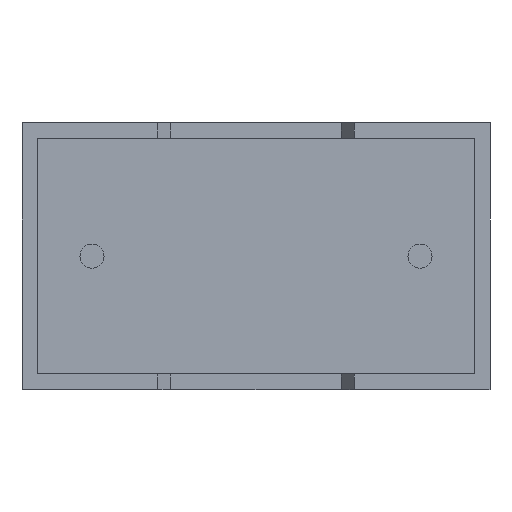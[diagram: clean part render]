
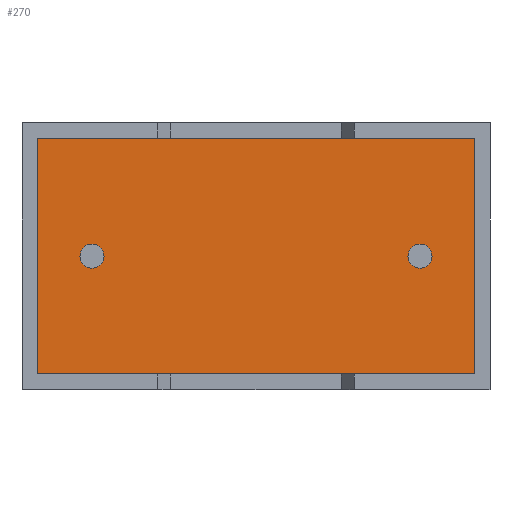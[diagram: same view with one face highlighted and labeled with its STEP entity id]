
A CAD part, front view. The second image highlights one B-rep face of the part: STEP entity #270.
In plain terms, the highlighted planar face has unit normal (0, -1, 0).
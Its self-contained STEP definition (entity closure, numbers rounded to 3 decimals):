
#30 = EDGE_CURVE ( 'NONE', #2092, #2626, #2869, .T. ) ;
#39 = EDGE_CURVE ( 'NONE', #1087, #185, #2106, .T. ) ;
#46 = AXIS2_PLACEMENT_3D ( 'NONE', #191, #472, #1166 ) ;
#62 = AXIS2_PLACEMENT_3D ( 'NONE', #1376, #2309, #195 ) ;
#114 = DIRECTION ( 'NONE',  ( 0., 0., -1. ) ) ;
#183 = VERTEX_POINT ( 'NONE', #2254 ) ;
#185 = VERTEX_POINT ( 'NONE', #353 ) ;
#191 = CARTESIAN_POINT ( 'NONE',  ( 0., 0.75, 0. ) ) ;
#195 = DIRECTION ( 'NONE',  ( 0., 0., -1. ) ) ;
#270 = ADVANCED_FACE ( 'NONE', ( #2945, #915, #1392 ), #1620, .T. ) ;
#331 = CARTESIAN_POINT ( 'NONE',  ( 10.343, 0.75, 5.743 ) ) ;
#353 = CARTESIAN_POINT ( 'NONE',  ( 10.343, 0.75, 0.357 ) ) ;
#472 = DIRECTION ( 'NONE',  ( 0., -1., 0. ) ) ;
#589 = VERTEX_POINT ( 'NONE', #1987 ) ;
#627 = VERTEX_POINT ( 'NONE', #331 ) ;
#704 = DIRECTION ( 'NONE',  ( 0., 0., 1. ) ) ;
#726 = AXIS2_PLACEMENT_3D ( 'NONE', #2132, #2378, #1904 ) ;
#819 = DIRECTION ( 'NONE',  ( 0., -1., 0. ) ) ;
#820 = CARTESIAN_POINT ( 'NONE',  ( 1.6, 0.75, 3.05 ) ) ;
#840 = LINE ( 'NONE', #1746, #2960 ) ;
#908 = ORIENTED_EDGE ( 'NONE', *, *, #30, .F. ) ;
#915 = FACE_OUTER_BOUND ( 'NONE', #1934, .T. ) ;
#934 = EDGE_CURVE ( 'NONE', #1460, #1087, #1952, .T. ) ;
#989 = CARTESIAN_POINT ( 'NONE',  ( 0.357, 0.75, 5.743 ) ) ;
#1072 = ORIENTED_EDGE ( 'NONE', *, *, #1623, .F. ) ;
#1074 = AXIS2_PLACEMENT_3D ( 'NONE', #1294, #819, #2967 ) ;
#1087 = VERTEX_POINT ( 'NONE', #2964 ) ;
#1099 = ORIENTED_EDGE ( 'NONE', *, *, #2663, .T. ) ;
#1166 = DIRECTION ( 'NONE',  ( 0., 0., -1. ) ) ;
#1227 = CIRCLE ( 'NONE', #1074, 0.275 ) ;
#1294 = CARTESIAN_POINT ( 'NONE',  ( 9.1, 0.75, 3.05 ) ) ;
#1329 = ORIENTED_EDGE ( 'NONE', *, *, #39, .T. ) ;
#1334 = CIRCLE ( 'NONE', #1525, 0.275 ) ;
#1375 = EDGE_LOOP ( 'NONE', ( #908, #1072 ) ) ;
#1376 = CARTESIAN_POINT ( 'NONE',  ( 1.6, 0.75, 3.05 ) ) ;
#1392 = FACE_BOUND ( 'NONE', #1375, .T. ) ;
#1416 = LINE ( 'NONE', #1670, #2583 ) ;
#1460 = VERTEX_POINT ( 'NONE', #2401 ) ;
#1525 = AXIS2_PLACEMENT_3D ( 'NONE', #820, #2744, #1766 ) ;
#1574 = DIRECTION ( 'NONE',  ( -1., 0., 0. ) ) ;
#1620 = PLANE ( 'NONE',  #46 ) ;
#1623 = EDGE_CURVE ( 'NONE', #2626, #2092, #1334, .T. ) ;
#1665 = CARTESIAN_POINT ( 'NONE',  ( 1.6, 0.75, 3.325 ) ) ;
#1670 = CARTESIAN_POINT ( 'NONE',  ( 10.343, 0.75, 0.357 ) ) ;
#1716 = VECTOR ( 'NONE', #114, 1000. ) ;
#1746 = CARTESIAN_POINT ( 'NONE',  ( 10.343, 0.75, 5.743 ) ) ;
#1759 = CIRCLE ( 'NONE', #726, 0.275 ) ;
#1766 = DIRECTION ( 'NONE',  ( 0., 0., -1. ) ) ;
#1904 = DIRECTION ( 'NONE',  ( 0., 0., -1. ) ) ;
#1934 = EDGE_LOOP ( 'NONE', ( #2688, #1329, #2436, #1099 ) ) ;
#1952 = LINE ( 'NONE', #989, #1716 ) ;
#1987 = CARTESIAN_POINT ( 'NONE',  ( 9.1, 0.75, 2.775 ) ) ;
#1990 = EDGE_LOOP ( 'NONE', ( #2682, #2580 ) ) ;
#2006 = EDGE_CURVE ( 'NONE', #185, #627, #1416, .T. ) ;
#2092 = VERTEX_POINT ( 'NONE', #1665 ) ;
#2106 = LINE ( 'NONE', #2137, #2975 ) ;
#2122 = DIRECTION ( 'NONE',  ( 1., 0., 0. ) ) ;
#2132 = CARTESIAN_POINT ( 'NONE',  ( 9.1, 0.75, 3.05 ) ) ;
#2137 = CARTESIAN_POINT ( 'NONE',  ( 0.357, 0.75, 0.357 ) ) ;
#2254 = CARTESIAN_POINT ( 'NONE',  ( 9.1, 0.75, 3.325 ) ) ;
#2309 = DIRECTION ( 'NONE',  ( 0., -1., 0. ) ) ;
#2378 = DIRECTION ( 'NONE',  ( 0., -1., 0. ) ) ;
#2401 = CARTESIAN_POINT ( 'NONE',  ( 0.357, 0.75, 5.743 ) ) ;
#2436 = ORIENTED_EDGE ( 'NONE', *, *, #2006, .T. ) ;
#2580 = ORIENTED_EDGE ( 'NONE', *, *, #2859, .F. ) ;
#2583 = VECTOR ( 'NONE', #704, 1000. ) ;
#2626 = VERTEX_POINT ( 'NONE', #2707 ) ;
#2636 = EDGE_CURVE ( 'NONE', #183, #589, #1227, .T. ) ;
#2663 = EDGE_CURVE ( 'NONE', #627, #1460, #840, .T. ) ;
#2682 = ORIENTED_EDGE ( 'NONE', *, *, #2636, .F. ) ;
#2688 = ORIENTED_EDGE ( 'NONE', *, *, #934, .T. ) ;
#2707 = CARTESIAN_POINT ( 'NONE',  ( 1.6, 0.75, 2.775 ) ) ;
#2744 = DIRECTION ( 'NONE',  ( 0., -1., 0. ) ) ;
#2859 = EDGE_CURVE ( 'NONE', #589, #183, #1759, .T. ) ;
#2869 = CIRCLE ( 'NONE', #62, 0.275 ) ;
#2945 = FACE_BOUND ( 'NONE', #1990, .T. ) ;
#2960 = VECTOR ( 'NONE', #1574, 1000. ) ;
#2964 = CARTESIAN_POINT ( 'NONE',  ( 0.357, 0.75, 0.357 ) ) ;
#2967 = DIRECTION ( 'NONE',  ( 0., 0., -1. ) ) ;
#2975 = VECTOR ( 'NONE', #2122, 1000. ) ;
